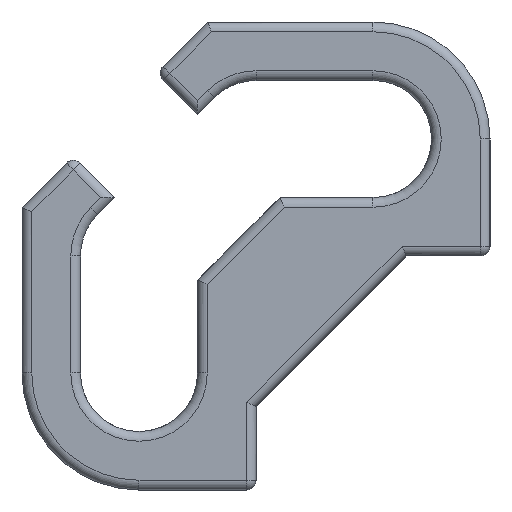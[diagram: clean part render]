
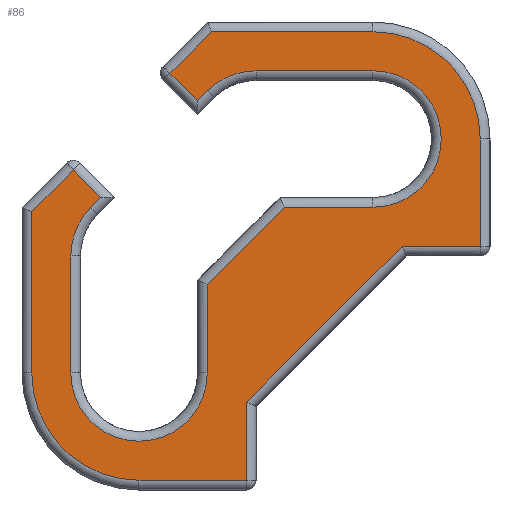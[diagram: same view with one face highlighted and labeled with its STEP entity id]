
A CAD part, left-side view. The second image highlights one B-rep face of the part: STEP entity #86.
In plain terms, the highlighted planar face has unit normal (-1, 0, 0).
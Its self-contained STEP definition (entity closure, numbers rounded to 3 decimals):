
#86=ADVANCED_FACE('',(#486),#488,.T.);
#486=FACE_BOUND('',#487,.T.);
#487=EDGE_LOOP('',(#1906,#1907,#1908,#1909,#1910,#1911,#1912,#1913,#1914,#1915,#1916,
#1917,#1918,#1919,#1920,#1921,#1922,#1923,#1924,#1925,#1926,#1927,#1928,#1929));
#488=PLANE('',#489);
#489=AXIS2_PLACEMENT_3D('',#490,#491,#492);
#490=CARTESIAN_POINT('',(-30.,12.,0.));
#491=DIRECTION('',(-1.,0.,0.));
#492=DIRECTION('',(0.,-1.,0.));
#1906=ORIENTED_EDGE('',*,*,#2616,.T.);
#1907=ORIENTED_EDGE('',*,*,#2617,.T.);
#1908=ORIENTED_EDGE('',*,*,#2618,.T.);
#1909=ORIENTED_EDGE('',*,*,#2619,.T.);
#1910=ORIENTED_EDGE('',*,*,#2620,.T.);
#1911=ORIENTED_EDGE('',*,*,#2621,.T.);
#1912=ORIENTED_EDGE('',*,*,#2622,.T.);
#1913=ORIENTED_EDGE('',*,*,#2623,.T.);
#1914=ORIENTED_EDGE('',*,*,#2624,.T.);
#1915=ORIENTED_EDGE('',*,*,#2625,.T.);
#1916=ORIENTED_EDGE('',*,*,#2626,.T.);
#1917=ORIENTED_EDGE('',*,*,#2627,.T.);
#1918=ORIENTED_EDGE('',*,*,#2628,.T.);
#1919=ORIENTED_EDGE('',*,*,#2629,.T.);
#1920=ORIENTED_EDGE('',*,*,#2630,.T.);
#1921=ORIENTED_EDGE('',*,*,#2631,.F.);
#1922=ORIENTED_EDGE('',*,*,#2632,.F.);
#1923=ORIENTED_EDGE('',*,*,#2633,.T.);
#1924=ORIENTED_EDGE('',*,*,#2634,.T.);
#1925=ORIENTED_EDGE('',*,*,#2635,.F.);
#1926=ORIENTED_EDGE('',*,*,#2636,.T.);
#1927=ORIENTED_EDGE('',*,*,#2637,.T.);
#1928=ORIENTED_EDGE('',*,*,#2638,.F.);
#1929=ORIENTED_EDGE('',*,*,#2639,.F.);
#2616=EDGE_CURVE('',#3154,#3155,#3156,.F.);
#2617=EDGE_CURVE('',#3155,#3157,#3158,.F.);
#2618=EDGE_CURVE('',#3157,#3159,#3160,.F.);
#2619=EDGE_CURVE('',#3159,#3161,#3162,.F.);
#2620=EDGE_CURVE('',#3161,#3163,#3164,.F.);
#2621=EDGE_CURVE('',#3163,#3165,#3166,.F.);
#2622=EDGE_CURVE('',#3165,#3167,#3168,.F.);
#2623=EDGE_CURVE('',#3167,#3169,#3170,.F.);
#2624=EDGE_CURVE('',#3169,#3171,#3172,.F.);
#2625=EDGE_CURVE('',#3171,#3173,#3174,.F.);
#2626=EDGE_CURVE('',#3173,#3175,#3176,.F.);
#2627=EDGE_CURVE('',#3175,#3177,#3178,.F.);
#2628=EDGE_CURVE('',#3177,#3179,#3180,.F.);
#2629=EDGE_CURVE('',#3179,#3181,#3182,.F.);
#2630=EDGE_CURVE('',#3181,#3183,#3184,.F.);
#2631=EDGE_CURVE('',#3185,#3183,#3186,.T.);
#2632=EDGE_CURVE('',#3187,#3185,#3188,.F.);
#2633=EDGE_CURVE('',#3187,#3189,#3190,.T.);
#2634=EDGE_CURVE('',#3189,#3191,#3192,.F.);
#2635=EDGE_CURVE('',#3193,#3191,#3194,.F.);
#2636=EDGE_CURVE('',#3193,#3195,#3196,.F.);
#2637=EDGE_CURVE('',#3195,#3197,#3198,.T.);
#2638=EDGE_CURVE('',#3199,#3197,#3200,.F.);
#2639=EDGE_CURVE('',#3154,#3199,#3201,.T.);
#3154=VERTEX_POINT('',#4206);
#3155=VERTEX_POINT('',#4207);
#3156=LINE('',#4208,#4209);
#3157=VERTEX_POINT('',#4211);
#3158=LINE('',#4212,#4213);
#3159=VERTEX_POINT('',#4215);
#3160=LINE('',#4216,#4217);
#3161=VERTEX_POINT('',#4219);
#3162=CIRCLE('',#4220,3.5);
#3163=VERTEX_POINT('',#4224);
#3164=LINE('',#4225,#4226);
#3165=VERTEX_POINT('',#4228);
#3166=CIRCLE('',#4229,3.5);
#3167=VERTEX_POINT('',#4233);
#3168=LINE('',#4234,#4235);
#3169=VERTEX_POINT('',#4237);
#3170=LINE('',#4238,#4239);
#3171=VERTEX_POINT('',#4241);
#3172=LINE('',#4242,#4243);
#3173=VERTEX_POINT('',#4245);
#3174=CIRCLE('',#4246,3.5);
#3175=VERTEX_POINT('',#4250);
#3176=LINE('',#4251,#4252);
#3177=VERTEX_POINT('',#4254);
#3178=CIRCLE('',#4255,3.5);
#3179=VERTEX_POINT('',#4259);
#3180=LINE('',#4260,#4261);
#3181=VERTEX_POINT('',#4263);
#3182=LINE('',#4264,#4265);
#3183=VERTEX_POINT('',#4267);
#3184=LINE('',#4268,#4269);
#3185=VERTEX_POINT('',#4271);
#3186=LINE('',#4272,#4273);
#3187=VERTEX_POINT('',#4275);
#3188=CIRCLE('',#4276,5.5);
#3189=VERTEX_POINT('',#4280);
#3190=LINE('',#4281,#4282);
#3191=VERTEX_POINT('',#4284);
#3192=LINE('',#4285,#4286);
#3193=VERTEX_POINT('',#4288);
#3194=LINE('',#4289,#4290);
#3195=VERTEX_POINT('',#4292);
#3196=LINE('',#4293,#4294);
#3197=VERTEX_POINT('',#4296);
#3198=LINE('',#4297,#4298);
#3199=VERTEX_POINT('',#4300);
#3200=CIRCLE('',#4301,5.5);
#3201=LINE('',#4305,#4306);
#4206=CARTESIAN_POINT('',(-30.,2.278,23.5));
#4207=CARTESIAN_POINT('',(-30.,4.414,21.364));
#4208=CARTESIAN_POINT('',(-30.,4.414,21.364));
#4209=VECTOR('',#4210,1.);
#4210=DIRECTION('',(0.,-0.707,0.707));
#4211=CARTESIAN_POINT('',(-30.,3.,19.95));
#4212=CARTESIAN_POINT('',(-30.,3.,19.95));
#4213=VECTOR('',#4214,1.);
#4214=DIRECTION('',(0.,0.707,0.707));
#4215=CARTESIAN_POINT('',(-30.,2.475,20.475));
#4216=CARTESIAN_POINT('',(-30.,2.475,20.475));
#4217=VECTOR('',#4218,1.);
#4218=DIRECTION('',(0.,0.707,-0.707));
#4219=CARTESIAN_POINT('',(-30.,0.,21.5));
#4220=AXIS2_PLACEMENT_3D('',#4221,#4222,#4223);
#4221=CARTESIAN_POINT('',(-30.,0.,18.));
#4222=DIRECTION('',(-1.,0.,0.));
#4223=DIRECTION('',(0.,0.,1.));
#4224=CARTESIAN_POINT('',(-30.,-6.,21.5));
#4225=CARTESIAN_POINT('',(-30.,-6.,21.5));
#4226=VECTOR('',#4227,1.);
#4227=DIRECTION('',(0.,1.,0.));
#4228=CARTESIAN_POINT('',(-30.,-6.,14.5));
#4229=AXIS2_PLACEMENT_3D('',#4230,#4231,#4232);
#4230=CARTESIAN_POINT('',(-30.,-6.,18.));
#4231=DIRECTION('',(-1.,0.,0.));
#4232=DIRECTION('',(0.,0.,-1.));
#4233=CARTESIAN_POINT('',(-30.,-1.45,14.5));
#4234=CARTESIAN_POINT('',(-30.,-1.45,14.5));
#4235=VECTOR('',#4236,1.);
#4236=DIRECTION('',(0.,-1.,0.));
#4237=CARTESIAN_POINT('',(-30.,2.5,10.55));
#4238=CARTESIAN_POINT('',(-30.,2.5,10.55));
#4239=VECTOR('',#4240,1.);
#4240=DIRECTION('',(0.,-0.707,0.707));
#4241=CARTESIAN_POINT('',(-30.,2.5,6.));
#4242=CARTESIAN_POINT('',(-30.,2.5,6.));
#4243=VECTOR('',#4244,1.);
#4244=DIRECTION('',(0.,0.,1.));
#4245=CARTESIAN_POINT('',(-30.,9.5,6.));
#4246=AXIS2_PLACEMENT_3D('',#4247,#4248,#4249);
#4247=CARTESIAN_POINT('',(-30.,6.,6.));
#4248=DIRECTION('',(-1.,0.,0.));
#4249=DIRECTION('',(0.,1.,0.));
#4250=CARTESIAN_POINT('',(-30.,9.5,12.));
#4251=CARTESIAN_POINT('',(-30.,9.5,12.));
#4252=VECTOR('',#4253,1.);
#4253=DIRECTION('',(0.,0.,-1.));
#4254=CARTESIAN_POINT('',(-30.,8.475,14.475));
#4255=AXIS2_PLACEMENT_3D('',#4256,#4257,#4258);
#4256=CARTESIAN_POINT('',(-30.,6.,12.));
#4257=DIRECTION('',(-1.,0.,0.));
#4258=DIRECTION('',(0.,0.707,0.707));
#4259=CARTESIAN_POINT('',(-30.,7.95,15.));
#4260=CARTESIAN_POINT('',(-30.,7.95,15.));
#4261=VECTOR('',#4262,1.);
#4262=DIRECTION('',(0.,0.707,-0.707));
#4263=CARTESIAN_POINT('',(-30.,9.364,16.414));
#4264=CARTESIAN_POINT('',(-30.,9.364,16.414));
#4265=VECTOR('',#4266,1.);
#4266=DIRECTION('',(0.,-0.707,-0.707));
#4267=CARTESIAN_POINT('',(-30.,11.5,14.278));
#4268=CARTESIAN_POINT('',(-30.,11.5,14.278));
#4269=VECTOR('',#4270,1.);
#4270=DIRECTION('',(0.,-0.707,0.707));
#4271=CARTESIAN_POINT('',(-30.,11.5,6.));
#4272=CARTESIAN_POINT('',(-30.,11.5,6.));
#4273=VECTOR('',#4274,1.);
#4274=DIRECTION('',(0.,0.,1.));
#4275=CARTESIAN_POINT('',(-30.,6.,0.5));
#4276=AXIS2_PLACEMENT_3D('',#4277,#4278,#4279);
#4277=CARTESIAN_POINT('',(-30.,6.,6.));
#4278=DIRECTION('',(-1.,0.,0.));
#4279=DIRECTION('',(0.,1.,0.));
#4280=CARTESIAN_POINT('',(-30.,0.5,0.5));
#4281=CARTESIAN_POINT('',(-30.,6.,0.5));
#4282=VECTOR('',#4283,1.);
#4283=DIRECTION('',(0.,-1.,0.));
#4284=CARTESIAN_POINT('',(-30.,0.5,4.507));
#4285=CARTESIAN_POINT('',(-30.,0.5,4.507));
#4286=VECTOR('',#4287,1.);
#4287=DIRECTION('',(0.,0.,-1.));
#4288=CARTESIAN_POINT('',(-30.,-7.493,12.5));
#4289=CARTESIAN_POINT('',(-30.,0.5,4.507));
#4290=VECTOR('',#4291,1.);
#4291=DIRECTION('',(0.,-0.707,0.707));
#4292=CARTESIAN_POINT('',(-30.,-11.5,12.5));
#4293=CARTESIAN_POINT('',(-30.,-11.5,12.5));
#4294=VECTOR('',#4295,1.);
#4295=DIRECTION('',(0.,1.,0.));
#4296=CARTESIAN_POINT('',(-30.,-11.5,18.));
#4297=CARTESIAN_POINT('',(-30.,-11.5,12.5));
#4298=VECTOR('',#4299,1.);
#4299=DIRECTION('',(0.,0.,1.));
#4300=CARTESIAN_POINT('',(-30.,-6.,23.5));
#4301=AXIS2_PLACEMENT_3D('',#4302,#4303,#4304);
#4302=CARTESIAN_POINT('',(-30.,-6.,18.));
#4303=DIRECTION('',(-1.,0.,0.));
#4304=DIRECTION('',(0.,-1.,0.));
#4305=CARTESIAN_POINT('',(-30.,2.278,23.5));
#4306=VECTOR('',#4307,1.);
#4307=DIRECTION('',(0.,-1.,0.));
